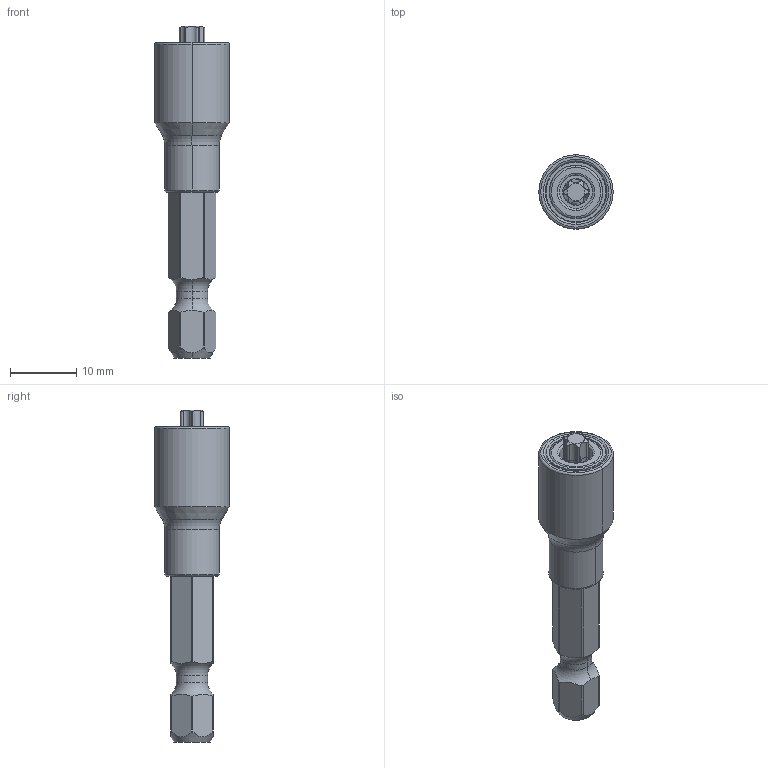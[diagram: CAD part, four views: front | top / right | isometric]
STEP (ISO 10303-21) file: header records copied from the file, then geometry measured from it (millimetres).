
FILE_DESCRIPTION((''),'2;1');
FILE_NAME('4027104021_ASM','2023-08-22T14:21:51',('A00565553'),(''),'CREO PARAMETRIC BY PTC INC, 2022414','CREO PARAMETRIC BY PTC INC, 2022414','');
FILE_SCHEMA(('CONFIG_CONTROL_DESIGN','GEOMETRIC_VALIDATION_PROPERTIES_MIM'));
Length unit declared in the file: millimetre
Products named in the file (6): 4027906150; 4027036063; 4027910940; 4027907742; 4027911179_ASM; 4027104021_ASM
Assembly tree (5 placements, depth 3):
  4027104021_ASM
    4027906150
    4027036063
    4027911179_ASM
      4027910940
      4027907742
Bounding box: 11.2 x 11.2 x 50 mm (x, y, z)
Volume: 2337.5 mm3; surface area: 2991 mm2
Topology: 4 solids, 4 shells, 141 faces, 346 edges, 216 vertices
Faces by surface type: cylinder 60, torus 48, plane 23, cone 10
Entity records: 5298 total; most frequent: CARTESIAN_POINT 1397, DIRECTION 736, ORIENTED_EDGE 692, EDGE_CURVE 346, AXIS2_PLACEMENT_3D 324, VERTEX_POINT 216, CIRCLE 170, EDGE_LOOP 150
